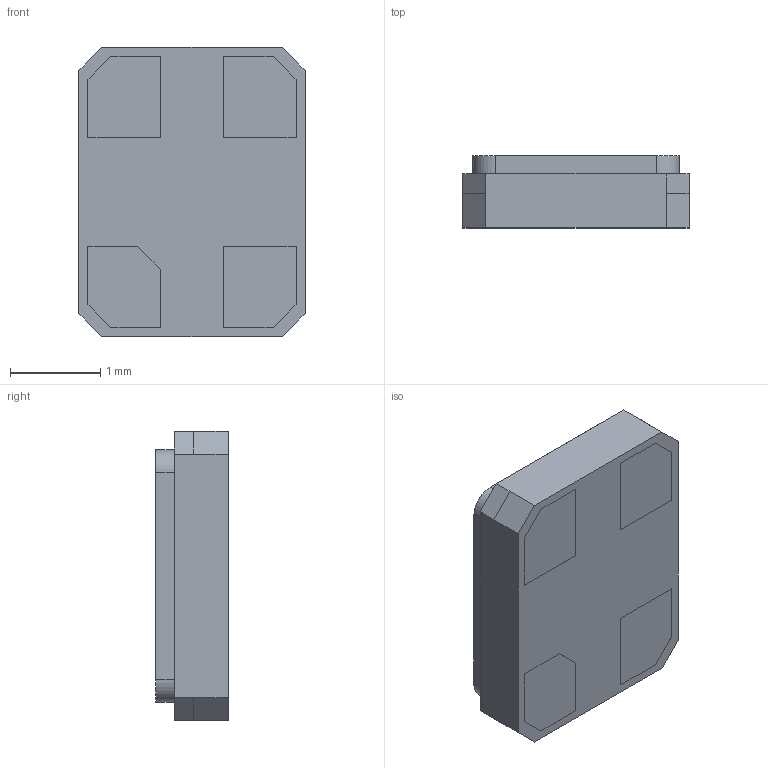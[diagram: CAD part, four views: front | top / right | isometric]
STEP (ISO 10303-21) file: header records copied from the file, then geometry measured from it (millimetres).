
FILE_DESCRIPTION (( 'STEP AP214' ), '1' );
FILE_NAME ('ABM8-24.000MHZ-B2-T.STEP', '2023-01-20T20:20:49', ( '' ), ( '' ), 'SwSTEP 2.0', 'SolidWorks 2021', '' );
FILE_SCHEMA (( 'AUTOMOTIVE_DESIGN' ));
Length unit declared in the file: millimetre
Products named in the file (1): ABM8-24.000MHZ-B2-T
Bounding box: 2.5 x 0.8 x 3.2 mm (x, y, z)
Volume: 6 mm3; surface area: 47.1 mm2
Topology: 10 solids, 10 shells, 221 faces, 564 edges, 376 vertices
Faces by surface type: plane 157, bspline 60, cylinder 4
Entity records: 9697 total; most frequent: CARTESIAN_POINT 4598, ORIENTED_EDGE 1128, DIRECTION 776, EDGE_CURVE 564, LINE 436, VECTOR 436, VERTEX_POINT 376, EDGE_LOOP 244
